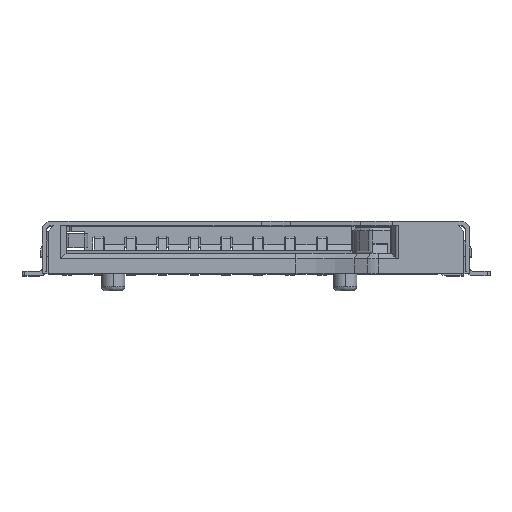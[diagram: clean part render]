
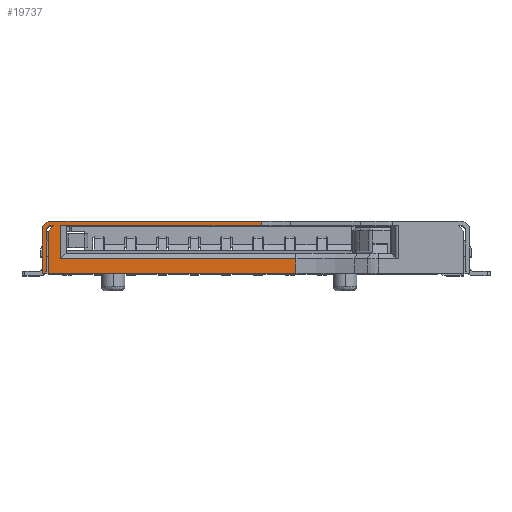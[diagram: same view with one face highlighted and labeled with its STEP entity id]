
A CAD part, top view. The second image highlights one B-rep face of the part: STEP entity #19737.
In plain terms, the highlighted planar face has unit normal (0, 0, 1).
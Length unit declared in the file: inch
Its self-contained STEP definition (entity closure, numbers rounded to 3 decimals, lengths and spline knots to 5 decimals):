
#280 = EDGE_CURVE ( 'NONE', #27643, #27336, #20044, .T. ) ;
#400 = EDGE_CURVE ( 'NONE', #8330, #3356, #30064, .T. ) ;
#475 = ORIENTED_EDGE ( 'NONE', *, *, #20259, .F. ) ;
#666 = CARTESIAN_POINT ( 'NONE',  ( 0.00866, 0.00394, -0.02756 ) ) ;
#1214 = EDGE_CURVE ( 'NONE', #19303, #3356, #33116, .T. ) ;
#1343 = CARTESIAN_POINT ( 'NONE',  ( 0.17902, 0.03248, -0.02756 ) ) ;
#1408 = ORIENTED_EDGE ( 'NONE', *, *, #28177, .T. ) ;
#1528 = VERTEX_POINT ( 'NONE', #47681 ) ;
#1756 = EDGE_CURVE ( 'NONE', #8827, #12057, #18182, .T. ) ;
#1810 = DIRECTION ( 'NONE',  ( -1., 0., 0. ) ) ;
#2869 = EDGE_CURVE ( 'NONE', #16282, #42027, #17072, .T. ) ;
#3247 = CARTESIAN_POINT ( 'NONE',  ( 0.01063, 0.05709, -0.02756 ) ) ;
#3278 = DIRECTION ( 'NONE',  ( -1., 0., 0. ) ) ;
#3356 = VERTEX_POINT ( 'NONE', #37209 ) ;
#3771 = DIRECTION ( 'NONE',  ( 1., 0., 0. ) ) ;
#3894 = CARTESIAN_POINT ( 'NONE',  ( 0.01457, 0.07087, -0.02756 ) ) ;
#4052 = VERTEX_POINT ( 'NONE', #13805 ) ;
#5150 = VERTEX_POINT ( 'NONE', #27013 ) ;
#5319 = EDGE_CURVE ( 'NONE', #42027, #5150, #16608, .T. ) ;
#6193 = CARTESIAN_POINT ( 'NONE',  ( 0.02717, 0.01969, -0.02756 ) ) ;
#6289 = DIRECTION ( 'NONE',  ( 0., 0., -1. ) ) ;
#7166 = CARTESIAN_POINT ( 'NONE',  ( 0.02717, 0.03248, -0.02756 ) ) ;
#7362 = EDGE_CURVE ( 'NONE', #12057, #27520, #38083, .T. ) ;
#7444 = ORIENTED_EDGE ( 'NONE', *, *, #280, .T. ) ;
#7554 = DIRECTION ( 'NONE',  ( 0., -1., 0. ) ) ;
#7588 = LINE ( 'NONE', #27156, #22047 ) ;
#8282 = ORIENTED_EDGE ( 'NONE', *, *, #25345, .T. ) ;
#8301 = PLANE ( 'NONE',  #13426 ) ;
#8330 = VERTEX_POINT ( 'NONE', #31489 ) ;
#8827 = VERTEX_POINT ( 'NONE', #24415 ) ;
#10299 = ORIENTED_EDGE ( 'NONE', *, *, #34069, .T. ) ;
#10947 = DIRECTION ( 'NONE',  ( 0.707, 0.707, 0. ) ) ;
#11020 = DIRECTION ( 'NONE',  ( 1., 0., 0. ) ) ;
#11192 = CARTESIAN_POINT ( 'NONE',  ( 0.01457, 0.06102, -0.02756 ) ) ;
#11254 = LINE ( 'NONE', #37786, #41094 ) ;
#12057 = VERTEX_POINT ( 'NONE', #18179 ) ;
#12999 = VECTOR ( 'NONE', #20731, 39.37008 ) ;
#13015 = DIRECTION ( 'NONE',  ( 1., 0., 0. ) ) ;
#13364 = ORIENTED_EDGE ( 'NONE', *, *, #1756, .T. ) ;
#13426 = AXIS2_PLACEMENT_3D ( 'NONE', #1343, #32088, #13015 ) ;
#13614 = DIRECTION ( 'NONE',  ( 1., 0., 0. ) ) ;
#13750 = VECTOR ( 'NONE', #25668, 39.37008 ) ;
#13805 = CARTESIAN_POINT ( 'NONE',  ( 0.30022, 0.06496, -0.02756 ) ) ;
#14520 = VECTOR ( 'NONE', #3771, 39.37008 ) ;
#14554 = VECTOR ( 'NONE', #7554, 39.37008 ) ;
#14606 = LINE ( 'NONE', #7166, #37895 ) ;
#16282 = VERTEX_POINT ( 'NONE', #18056 ) ;
#16608 = LINE ( 'NONE', #32696, #28206 ) ;
#16745 = VECTOR ( 'NONE', #19816, 39.37008 ) ;
#17072 = CIRCLE ( 'NONE', #36064, 0.00591 ) ;
#18056 = CARTESIAN_POINT ( 'NONE',  ( 0.00866, 0.05906, -0.02756 ) ) ;
#18179 = CARTESIAN_POINT ( 'NONE',  ( 0.34741, 0., -0.02756 ) ) ;
#18182 = LINE ( 'NONE', #33299, #44701 ) ;
#18788 = VERTEX_POINT ( 'NONE', #41006 ) ;
#19303 = VERTEX_POINT ( 'NONE', #666 ) ;
#19732 = DIRECTION ( 'NONE',  ( 0., -1., 0. ) ) ;
#19737 = ADVANCED_FACE ( 'NONE', ( #43263 ), #8301, .T. ) ;
#19816 = DIRECTION ( 'NONE',  ( 0., -1., 0. ) ) ;
#20044 = CIRCLE ( 'NONE', #30327, 0.01181 ) ;
#20259 = EDGE_CURVE ( 'NONE', #16282, #19303, #7588, .T. ) ;
#20431 = VECTOR ( 'NONE', #42035, 39.37008 ) ;
#20701 = EDGE_CURVE ( 'NONE', #18788, #4052, #11254, .T. ) ;
#20731 = DIRECTION ( 'NONE',  ( -0.447, -0.894, 0. ) ) ;
#20795 = CARTESIAN_POINT ( 'NONE',  ( 0.00276, 0.05906, -0.02756 ) ) ;
#21473 = VERTEX_POINT ( 'NONE', #6193 ) ;
#22047 = VECTOR ( 'NONE', #19732, 39.37008 ) ;
#22210 = CARTESIAN_POINT ( 'NONE',  ( 0.29311, 0.07087, -0.02756 ) ) ;
#23033 = EDGE_CURVE ( 'NONE', #27336, #8330, #23276, .T. ) ;
#23276 = LINE ( 'NONE', #38404, #16745 ) ;
#24415 = CARTESIAN_POINT ( 'NONE',  ( 0.01063, 0., -0.02756 ) ) ;
#24882 = CARTESIAN_POINT ( 'NONE',  ( 0.01457, 0.05906, -0.02756 ) ) ;
#25345 = EDGE_CURVE ( 'NONE', #42174, #8827, #26397, .T. ) ;
#25376 = DIRECTION ( 'NONE',  ( 0., 0., 1. ) ) ;
#25668 = DIRECTION ( 'NONE',  ( 1., 0., 0. ) ) ;
#26397 = LINE ( 'NONE', #33365, #14554 ) ;
#26480 = ORIENTED_EDGE ( 'NONE', *, *, #20701, .T. ) ;
#27013 = CARTESIAN_POINT ( 'NONE',  ( 0.0185, 0.06496, -0.02756 ) ) ;
#27156 = CARTESIAN_POINT ( 'NONE',  ( 0.00866, 0.0315, -0.02756 ) ) ;
#27336 = VERTEX_POINT ( 'NONE', #20795 ) ;
#27520 = VERTEX_POINT ( 'NONE', #44572 ) ;
#27643 = VERTEX_POINT ( 'NONE', #3894 ) ;
#28177 = EDGE_CURVE ( 'NONE', #27520, #21473, #35568, .T. ) ;
#28185 = CARTESIAN_POINT ( 'NONE',  ( 0.01457, 0.06496, -0.02756 ) ) ;
#28206 = VECTOR ( 'NONE', #13614, 39.37008 ) ;
#28530 = DIRECTION ( 'NONE',  ( 0., 1., 0. ) ) ;
#29212 = ORIENTED_EDGE ( 'NONE', *, *, #30232, .F. ) ;
#30057 = DIRECTION ( 'NONE',  ( 1., 0., 0. ) ) ;
#30064 = LINE ( 'NONE', #41963, #14520 ) ;
#30232 = EDGE_CURVE ( 'NONE', #42174, #5150, #37969, .T. ) ;
#30327 = AXIS2_PLACEMENT_3D ( 'NONE', #43975, #25376, #3278 ) ;
#31489 = CARTESIAN_POINT ( 'NONE',  ( 0.00276, 0., -0.02756 ) ) ;
#31813 = VECTOR ( 'NONE', #28530, 39.37008 ) ;
#32072 = CARTESIAN_POINT ( 'NONE',  ( 0.17902, 0.01969, -0.02756 ) ) ;
#32088 = DIRECTION ( 'NONE',  ( 0., 0., 1. ) ) ;
#32696 = CARTESIAN_POINT ( 'NONE',  ( 0.29311, 0.06496, -0.02756 ) ) ;
#33116 = LINE ( 'NONE', #48236, #12999 ) ;
#33299 = CARTESIAN_POINT ( 'NONE',  ( 0.17902, 0., -0.02756 ) ) ;
#33365 = CARTESIAN_POINT ( 'NONE',  ( 0.01063, 0.02854, -0.02756 ) ) ;
#34069 = EDGE_CURVE ( 'NONE', #21473, #18788, #14606, .T. ) ;
#34599 = CARTESIAN_POINT ( 'NONE',  ( 0.34741, 0.03248, -0.02756 ) ) ;
#35568 = LINE ( 'NONE', #32072, #40928 ) ;
#36006 = ORIENTED_EDGE ( 'NONE', *, *, #1214, .F. ) ;
#36064 = AXIS2_PLACEMENT_3D ( 'NONE', #24882, #6289, #1810 ) ;
#36446 = DIRECTION ( 'NONE',  ( 0., 1., 0. ) ) ;
#37108 = ORIENTED_EDGE ( 'NONE', *, *, #5319, .T. ) ;
#37209 = CARTESIAN_POINT ( 'NONE',  ( 0.00669, 0., -0.02756 ) ) ;
#37536 = ORIENTED_EDGE ( 'NONE', *, *, #23033, .T. ) ;
#37786 = CARTESIAN_POINT ( 'NONE',  ( 0.17902, 0.06496, -0.02756 ) ) ;
#37895 = VECTOR ( 'NONE', #36446, 39.37008 ) ;
#37969 = LINE ( 'NONE', #11192, #48074 ) ;
#38083 = LINE ( 'NONE', #34599, #20431 ) ;
#38200 = ORIENTED_EDGE ( 'NONE', *, *, #40025, .T. ) ;
#38404 = CARTESIAN_POINT ( 'NONE',  ( 0.00276, 0.02953, -0.02756 ) ) ;
#39044 = DIRECTION ( 'NONE',  ( -1., 0., 0. ) ) ;
#39143 = EDGE_LOOP ( 'NONE', ( #37108, #29212, #8282, #13364, #46810, #1408, #10299, #26480, #38200, #48726, #7444, #37536, #42014, #36006, #475, #39731 ) ) ;
#39731 = ORIENTED_EDGE ( 'NONE', *, *, #2869, .T. ) ;
#39932 = LINE ( 'NONE', #47612, #31813 ) ;
#40025 = EDGE_CURVE ( 'NONE', #4052, #1528, #39932, .T. ) ;
#40928 = VECTOR ( 'NONE', #39044, 39.37008 ) ;
#41006 = CARTESIAN_POINT ( 'NONE',  ( 0.02717, 0.06496, -0.02756 ) ) ;
#41094 = VECTOR ( 'NONE', #11020, 39.37008 ) ;
#41618 = EDGE_CURVE ( 'NONE', #27643, #1528, #48980, .T. ) ;
#41963 = CARTESIAN_POINT ( 'NONE',  ( 0.00472, 0., -0.02756 ) ) ;
#42014 = ORIENTED_EDGE ( 'NONE', *, *, #400, .T. ) ;
#42027 = VERTEX_POINT ( 'NONE', #28185 ) ;
#42035 = DIRECTION ( 'NONE',  ( 0., 1., 0. ) ) ;
#42174 = VERTEX_POINT ( 'NONE', #3247 ) ;
#43263 = FACE_OUTER_BOUND ( 'NONE', #39143, .T. ) ;
#43975 = CARTESIAN_POINT ( 'NONE',  ( 0.01457, 0.05906, -0.02756 ) ) ;
#44572 = CARTESIAN_POINT ( 'NONE',  ( 0.34741, 0.01969, -0.02756 ) ) ;
#44701 = VECTOR ( 'NONE', #30057, 39.37008 ) ;
#46810 = ORIENTED_EDGE ( 'NONE', *, *, #7362, .T. ) ;
#47612 = CARTESIAN_POINT ( 'NONE',  ( 0.30022, 0.06392, -0.02756 ) ) ;
#47681 = CARTESIAN_POINT ( 'NONE',  ( 0.30022, 0.07087, -0.02756 ) ) ;
#48074 = VECTOR ( 'NONE', #10947, 39.37008 ) ;
#48236 = CARTESIAN_POINT ( 'NONE',  ( 0.00768, 0.00197, -0.02756 ) ) ;
#48726 = ORIENTED_EDGE ( 'NONE', *, *, #41618, .F. ) ;
#48980 = LINE ( 'NONE', #22210, #13750 ) ;
